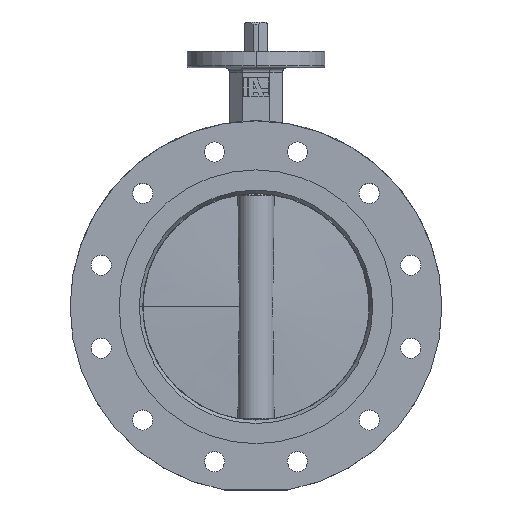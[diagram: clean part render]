
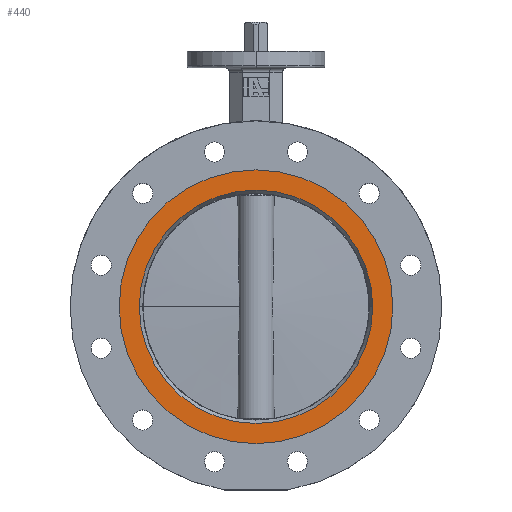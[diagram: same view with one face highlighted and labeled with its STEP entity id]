
A CAD part, top view. The second image highlights one B-rep face of the part: STEP entity #440.
In plain terms, the highlighted planar face has unit normal (0, 0, 1).
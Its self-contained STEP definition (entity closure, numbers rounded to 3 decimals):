
#3 = EDGE_CURVE ( 'NONE', #1808, #2102, #4027, .T. ) ;
#7 = EDGE_CURVE ( 'NONE', #1948, #1904, #4033, .T. ) ;
#440 = ADVANCED_FACE ( 'NONE', ( #4347, #4348 ), #2987, .T. ) ;
#952 = CARTESIAN_POINT ( 'NONE',  ( 0., 0., 34. ) ) ;
#953 = DIRECTION ( 'NONE',  ( 0., 0., 1. ) ) ;
#954 = DIRECTION ( 'NONE',  ( 1., 0., 0. ) ) ;
#956 = CARTESIAN_POINT ( 'NONE',  ( 0., 0., 34. ) ) ;
#957 = DIRECTION ( 'NONE',  ( 0., 0., -1. ) ) ;
#958 = DIRECTION ( 'NONE',  ( 1., 0., 0. ) ) ;
#1047 = CIRCLE ( 'NONE', #3933, 149.5 ) ;
#1050 = CIRCLE ( 'NONE', #3934, 127.464 ) ;
#1158 = EDGE_LOOP ( 'NONE', ( #3444, #3445 ) ) ;
#1162 = EDGE_LOOP ( 'NONE', ( #3446, #3447 ) ) ;
#1567 = DIRECTION ( 'NONE',  ( 1., 0., 0. ) ) ;
#1568 = DIRECTION ( 'NONE',  ( 0., 0., -1. ) ) ;
#1569 = CARTESIAN_POINT ( 'NONE',  ( 0., 0., 34. ) ) ;
#1575 = DIRECTION ( 'NONE',  ( 1., 0., 0. ) ) ;
#1576 = DIRECTION ( 'NONE',  ( 0., 0., 1. ) ) ;
#1577 = CARTESIAN_POINT ( 'NONE',  ( 0., 0., 34. ) ) ;
#1808 = VERTEX_POINT ( 'NONE', #5545 ) ;
#1904 = VERTEX_POINT ( 'NONE', #5641 ) ;
#1948 = VERTEX_POINT ( 'NONE', #5685 ) ;
#2102 = VERTEX_POINT ( 'NONE', #6356 ) ;
#2709 = AXIS2_PLACEMENT_3D ( 'NONE', #1577, #1576, #1575 ) ;
#2710 = AXIS2_PLACEMENT_3D ( 'NONE', #1569, #1568, #1567 ) ;
#2984 = DIRECTION ( 'NONE',  ( 1., 0., 0. ) ) ;
#2987 = PLANE ( 'NONE',  #3632 ) ;
#2990 = CARTESIAN_POINT ( 'NONE',  ( 0., 0., 34. ) ) ;
#2991 = DIRECTION ( 'NONE',  ( 0., 0., 1. ) ) ;
#3444 = ORIENTED_EDGE ( 'NONE', *, *, #7, .T. ) ;
#3445 = ORIENTED_EDGE ( 'NONE', *, *, #6672, .T. ) ;
#3446 = ORIENTED_EDGE ( 'NONE', *, *, #4641, .T. ) ;
#3447 = ORIENTED_EDGE ( 'NONE', *, *, #3, .T. ) ;
#3632 = AXIS2_PLACEMENT_3D ( 'NONE', #2990, #2991, #2984 ) ;
#3933 = AXIS2_PLACEMENT_3D ( 'NONE', #952, #953, #954 ) ;
#3934 = AXIS2_PLACEMENT_3D ( 'NONE', #956, #957, #958 ) ;
#4027 = CIRCLE ( 'NONE', #2709, 149.5 ) ;
#4033 = CIRCLE ( 'NONE', #2710, 127.464 ) ;
#4347 = FACE_BOUND ( 'NONE', #1158, .T. ) ;
#4348 = FACE_OUTER_BOUND ( 'NONE', #1162, .T. ) ;
#4641 = EDGE_CURVE ( 'NONE', #2102, #1808, #1047, .T. ) ;
#5545 = CARTESIAN_POINT ( 'NONE',  ( 149.5, 0., 34. ) ) ;
#5641 = CARTESIAN_POINT ( 'NONE',  ( -127.464, 0., 34. ) ) ;
#5685 = CARTESIAN_POINT ( 'NONE',  ( 127.464, 0., 34. ) ) ;
#6356 = CARTESIAN_POINT ( 'NONE',  ( -149.5, 0., 34. ) ) ;
#6672 = EDGE_CURVE ( 'NONE', #1904, #1948, #1050, .T. ) ;
